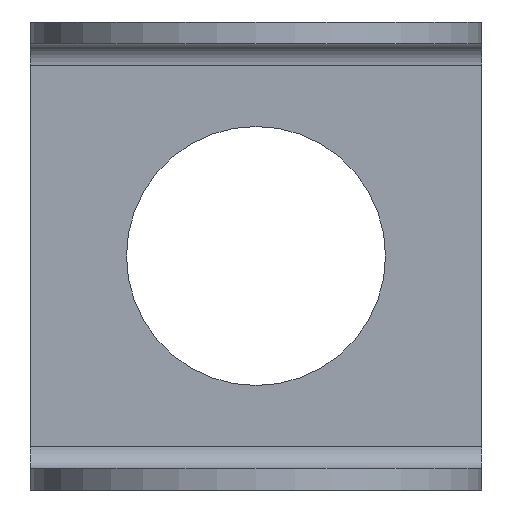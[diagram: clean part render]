
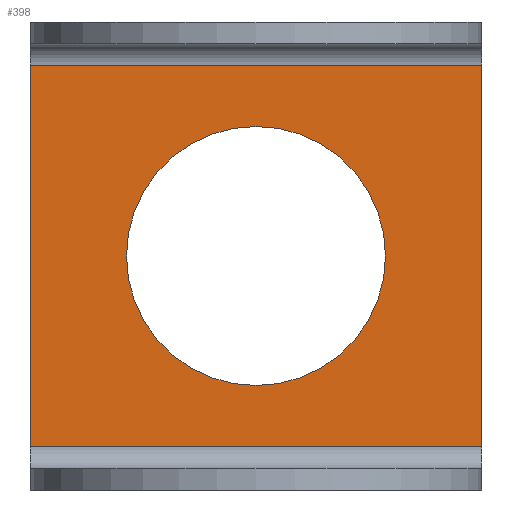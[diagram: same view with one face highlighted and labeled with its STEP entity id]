
A CAD part, front view. The second image highlights one B-rep face of the part: STEP entity #398.
In plain terms, the highlighted planar face has unit normal (0, -1, 0).
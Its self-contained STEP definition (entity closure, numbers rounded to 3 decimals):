
#1=DIRECTION('',(0.,0.,1.));
#2=VECTOR('',#1,45.6);
#3=CARTESIAN_POINT('',(-27.,0.,-22.8));
#4=LINE('',#3,#2);
#5=DIRECTION('',(0.,0.,-1.));
#6=VECTOR('',#5,45.6);
#7=CARTESIAN_POINT('',(27.,0.,22.8));
#8=LINE('',#7,#6);
#9=CARTESIAN_POINT('',(0.,0.,0.));
#10=DIRECTION('',(0.,1.,0.));
#11=DIRECTION('',(-1.,0.,0.));
#12=AXIS2_PLACEMENT_3D('',#9,#10,#11);
#14=CARTESIAN_POINT('',(0.,0.,0.));
#15=DIRECTION('',(0.,1.,0.));
#16=DIRECTION('',(1.,0.,0.));
#17=AXIS2_PLACEMENT_3D('',#14,#15,#16);
#128=DIRECTION('',(1.,0.,0.));
#129=VECTOR('',#128,54.);
#130=CARTESIAN_POINT('',(-27.,0.,-22.8));
#131=LINE('',#130,#129);
#234=DIRECTION('',(-1.,0.,0.));
#235=VECTOR('',#234,54.);
#236=CARTESIAN_POINT('',(27.,0.,22.8));
#237=LINE('',#236,#235);
#317=CARTESIAN_POINT('',(27.,0.,-22.8));
#318=VERTEX_POINT('',#317);
#319=CARTESIAN_POINT('',(-27.,0.,-22.8));
#320=VERTEX_POINT('',#319);
#341=CARTESIAN_POINT('',(-27.,0.,22.8));
#342=VERTEX_POINT('',#341);
#343=CARTESIAN_POINT('',(27.,0.,22.8));
#344=VERTEX_POINT('',#343);
#345=CARTESIAN_POINT('',(-15.5,0.,0.));
#346=CARTESIAN_POINT('',(15.5,0.,0.));
#347=VERTEX_POINT('',#345);
#348=VERTEX_POINT('',#346);
#377=CARTESIAN_POINT('',(0.,0.,0.));
#378=DIRECTION('',(0.,1.,0.));
#379=DIRECTION('',(1.,0.,0.));
#380=AXIS2_PLACEMENT_3D('',#377,#378,#379);
#381=PLANE('',#380);
#383=ORIENTED_EDGE('',*,*,#382,.T.);
#385=ORIENTED_EDGE('',*,*,#384,.F.);
#387=ORIENTED_EDGE('',*,*,#386,.T.);
#389=ORIENTED_EDGE('',*,*,#388,.F.);
#390=EDGE_LOOP('',(#383,#385,#387,#389));
#391=FACE_OUTER_BOUND('',#390,.F.);
#393=ORIENTED_EDGE('',*,*,#392,.F.);
#395=ORIENTED_EDGE('',*,*,#394,.F.);
#396=EDGE_LOOP('',(#393,#395));
#397=FACE_BOUND('',#396,.F.);
#398=ADVANCED_FACE('',(#391,#397),#381,.F.);
#13=CIRCLE('',#12,15.5);
#18=CIRCLE('',#17,15.5);
#382=EDGE_CURVE('',#320,#342,#4,.T.);
#384=EDGE_CURVE('',#344,#342,#237,.T.);
#386=EDGE_CURVE('',#344,#318,#8,.T.);
#388=EDGE_CURVE('',#320,#318,#131,.T.);
#392=EDGE_CURVE('',#347,#348,#13,.T.);
#394=EDGE_CURVE('',#348,#347,#18,.T.);
